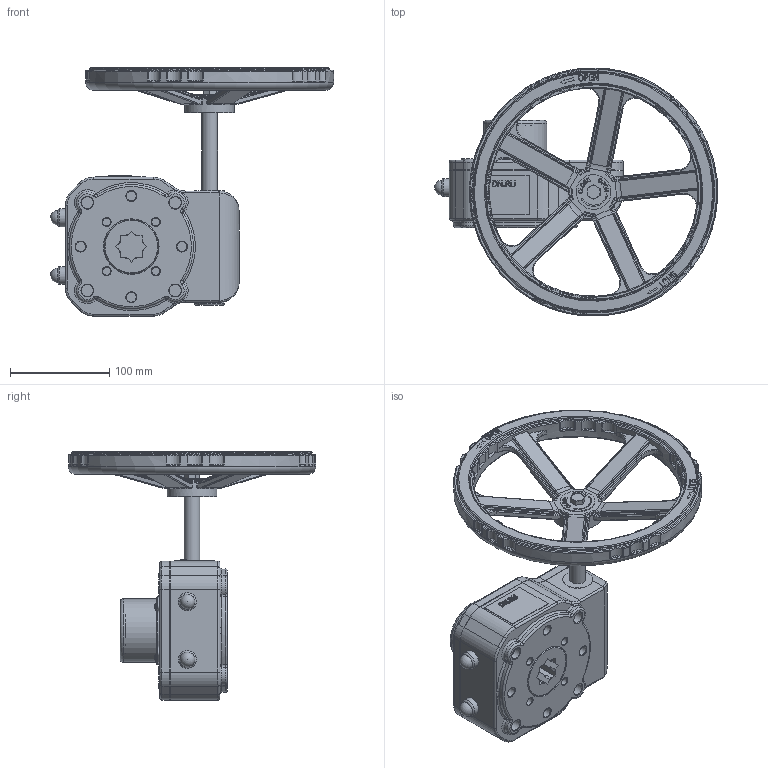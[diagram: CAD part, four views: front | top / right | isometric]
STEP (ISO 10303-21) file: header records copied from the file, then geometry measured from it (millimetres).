
FILE_DESCRIPTION(/* description */ (''),/* implementation_level */ '2;1');
FILE_NAME(/* name */ 'HGB-3_3D_STEP.stp',/* time_stamp */ '2024-08-15T23:26:36+03:00',/* author */ ('igorr'),/* organization */ (''),/* preprocessor_version */ 'ST-DEVELOPER v20',/* originating_system */ 'Autodesk Inventor 2025',/* authorisation */ '');
FILE_SCHEMA (('AUTOMOTIVE_DESIGN { 1 0 10303 214 3 1 1 }','TECHNICAL_DATA_PACKAGING'));
Products named in the file (7): Сборка; Деталь1; Деталь 2; Деталь 3; AS 1427 - M3,5 x 5; AS 1110 - M8 x 12; BS 4168 - M10 x 16
Assembly tree (12 placements, depth 2):
  Сборка
    Деталь1
    Деталь 2
    Деталь 3
    AS 1427 - M3,5 x 5  x4
    AS 1110 - M8 x 12
    BS 4168 - M10 x 16  x4
Bounding box: 285.15 x 249.74 x 250 mm (x, y, z)
Volume: 1911676.4 mm3; surface area: 262685.3 mm2
Topology: 12 solids, 12 shells, 2582 faces, 6560 edges, 4126 vertices
Faces by surface type: plane 864, bspline 632, cylinder 515, torus 387, sphere 104, cone 80
Full cylindrical faces by diameter (mm): 3.132 x4, 3.5 x4, 8 x13, 10 x8, 12 x4, 13 x1, 15 x1, 16 x1, 18 x2, 20 x4, 30 x2, 35 x1, 50 x1, 55 x2, 56 x2, 60 x1, 60.514 x1, 62 x1, 64 x1, 210 x1, 218 x1, 242 x1, 250 x1
Entity records: 91228 total; most frequent: CARTESIAN_POINT 32717, ORIENTED_EDGE 12440, DIRECTION 10456, EDGE_CURVE 6220, VERTEX_POINT 3910, AXIS2_PLACEMENT_3D 3849, LINE 2758, VECTOR 2758
